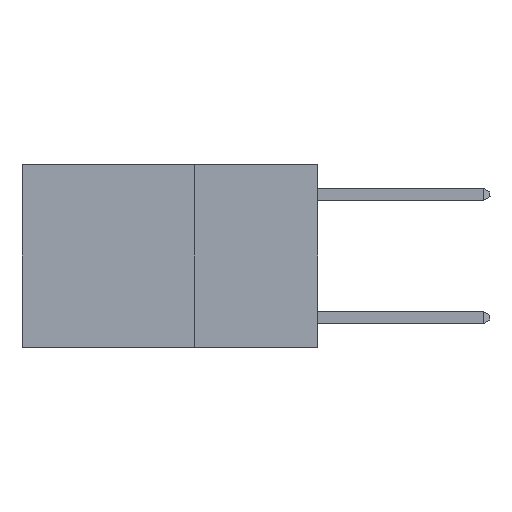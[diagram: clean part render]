
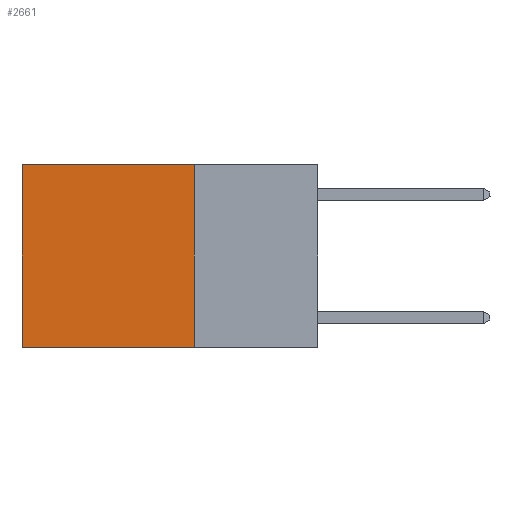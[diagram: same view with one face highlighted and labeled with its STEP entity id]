
A CAD part, left-side view. The second image highlights one B-rep face of the part: STEP entity #2661.
In plain terms, the highlighted planar face has unit normal (-1, 0, 0).
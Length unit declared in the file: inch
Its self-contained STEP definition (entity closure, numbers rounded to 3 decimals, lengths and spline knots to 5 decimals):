
#409 = CARTESIAN_POINT ( 'NONE',  ( 0.2625, 0.25, 0. ) ) ;
#632 = VECTOR ( 'NONE', #8439, 39.37008 ) ;
#839 = DIRECTION ( 'NONE',  ( 0., 0., -1. ) ) ;
#880 = VECTOR ( 'NONE', #3207, 39.37008 ) ;
#942 = EDGE_CURVE ( 'NONE', #3322, #7464, #6030, .T. ) ;
#1504 = CARTESIAN_POINT ( 'NONE',  ( 0.2625, 0.25, -0.37 ) ) ;
#1948 = DIRECTION ( 'NONE',  ( 0., 1., 0. ) ) ;
#2331 = CARTESIAN_POINT ( 'NONE',  ( 0.2625, 0.6, 0. ) ) ;
#2545 = LINE ( 'NONE', #409, #5898 ) ;
#2661 = ADVANCED_FACE ( 'NONE', ( #6486 ), #4494, .F. ) ;
#2839 = VERTEX_POINT ( 'NONE', #6070 ) ;
#3207 = DIRECTION ( 'NONE',  ( 0., 0., -1. ) ) ;
#3296 = CARTESIAN_POINT ( 'NONE',  ( 0.2625, 0.25, 0. ) ) ;
#3322 = VERTEX_POINT ( 'NONE', #2331 ) ;
#3435 = EDGE_CURVE ( 'NONE', #3547, #2839, #6448, .T. ) ;
#3485 = LINE ( 'NONE', #1504, #8191 ) ;
#3547 = VERTEX_POINT ( 'NONE', #3296 ) ;
#4041 = EDGE_LOOP ( 'NONE', ( #7976, #7982, #8045, #8031 ) ) ;
#4421 = CARTESIAN_POINT ( 'NONE',  ( 0.2625, 0.6, -0.37 ) ) ;
#4494 = PLANE ( 'NONE',  #5667 ) ;
#5008 = CARTESIAN_POINT ( 'NONE',  ( 0.2625, 0.6, 0. ) ) ;
#5127 = DIRECTION ( 'NONE',  ( 1., 0., 0. ) ) ;
#5667 = AXIS2_PLACEMENT_3D ( 'NONE', #7652, #5127, #839 ) ;
#5711 = DIRECTION ( 'NONE',  ( 0., 1., 0. ) ) ;
#5898 = VECTOR ( 'NONE', #1948, 39.37008 ) ;
#6006 = EDGE_CURVE ( 'NONE', #2839, #7464, #3485, .T. ) ;
#6030 = LINE ( 'NONE', #5008, #632 ) ;
#6070 = CARTESIAN_POINT ( 'NONE',  ( 0.2625, 0.25, -0.37 ) ) ;
#6448 = LINE ( 'NONE', #7074, #880 ) ;
#6486 = FACE_OUTER_BOUND ( 'NONE', #4041, .T. ) ;
#7074 = CARTESIAN_POINT ( 'NONE',  ( 0.2625, 0.25, 0. ) ) ;
#7464 = VERTEX_POINT ( 'NONE', #4421 ) ;
#7652 = CARTESIAN_POINT ( 'NONE',  ( 0.2625, 0.25, 0. ) ) ;
#7976 = ORIENTED_EDGE ( 'NONE', *, *, #942, .T. ) ;
#7982 = ORIENTED_EDGE ( 'NONE', *, *, #6006, .F. ) ;
#8031 = ORIENTED_EDGE ( 'NONE', *, *, #8105, .T. ) ;
#8045 = ORIENTED_EDGE ( 'NONE', *, *, #3435, .F. ) ;
#8105 = EDGE_CURVE ( 'NONE', #3547, #3322, #2545, .T. ) ;
#8191 = VECTOR ( 'NONE', #5711, 39.37008 ) ;
#8439 = DIRECTION ( 'NONE',  ( 0., 0., -1. ) ) ;
